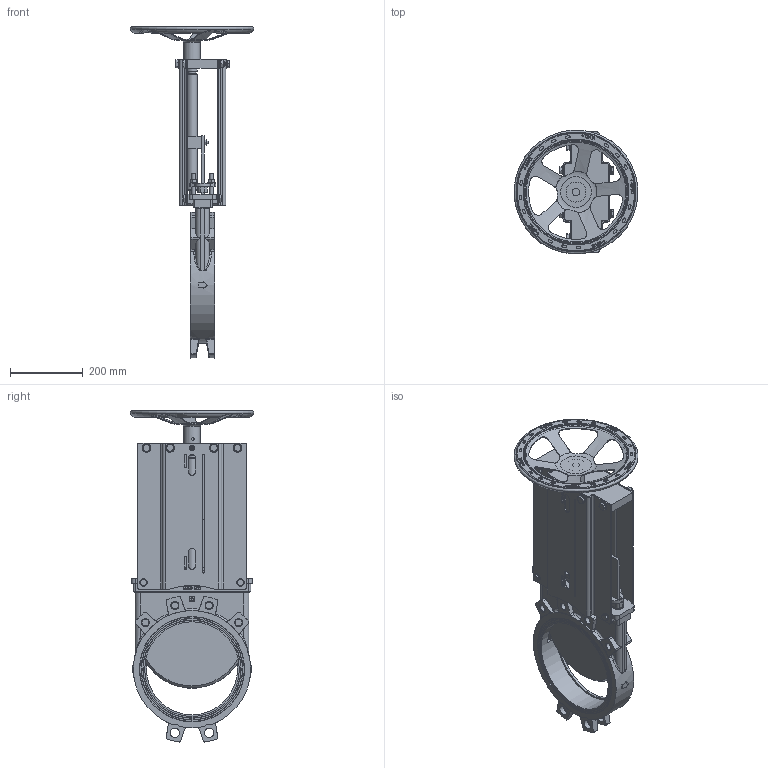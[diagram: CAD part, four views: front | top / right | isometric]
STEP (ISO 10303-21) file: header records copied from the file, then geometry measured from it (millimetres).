
FILE_DESCRIPTION(/* description */ (''),/* implementation_level */ '2;1');
FILE_NAME(/* name */ 'WGM16N-DN250_105790.step',/* time_stamp */ '2025-06-30T10:45:26+02:00',/* author */ (''),/* organization */ (''),/* preprocessor_version */ 'ST-DEVELOPER v20.1',/* originating_system */ 'Autodesk Translation Framework v14.10.0.0',/* authorisation */ '');
FILE_SCHEMA (('AUTOMOTIVE_DESIGN { 1 0 10303 214 3 1 1 }'));
Products named in the file (23): WGM16N-DN250_105790; SCH0162-04-01-B; WGS-ST-MW-250; WGS-SN-200-300; WGS-KN-xxx-250; local.DIN.126.13.8; local.DIN.180.90.8; WGS-GL-GG-250; WGS-PL-MW-CS-250; SCH0280-03-01-B; local.DIN.126.14.8; WGS-BR-CS-B-250; WGS-BR-CS-F-250; local.DIN.18.265.9; local.DIN.162.220.8; WGS-MW-350; local.DIN.19.219.8; local.DIN.19.238.8; local.DIN.162.250.8; local.DIN.126.15.8; local.DIN.76.54.8; local.DIN.19.175.8; WGS-BO-GG-SOF-250-ANSI150
Assembly tree (53 placements, depth 2):
  WGM16N-DN250_105790
    SCH0162-04-01-B
    WGS-ST-MW-250
    WGS-SN-200-300
    WGS-KN-xxx-250
    local.DIN.126.13.8  x2
    local.DIN.180.90.8  x2
    WGS-GL-GG-250
    WGS-PL-MW-CS-250
    SCH0280-03-01-B
    local.DIN.162.220.8  x8
    local.DIN.126.14.8  x4
    WGS-BR-CS-B-250
    WGS-BR-CS-F-250
    local.DIN.18.265.9  x4
    WGS-MW-350
    local.DIN.19.219.8  x4
    local.DIN.19.238.8  x2
    local.DIN.162.250.8  x8
    local.DIN.126.15.8  x2
    local.DIN.76.54.8  x4
    local.DIN.19.175.8  x2
    WGS-BO-GG-SOF-250-ANSI150
Bounding box: 338.98 x 338.98 x 911.41 mm (x, y, z)
Volume: 6936858 mm3; surface area: 1633099.9 mm2
Topology: 53 solids, 53 shells, 1850 faces, 4590 edges, 2986 vertices
Faces by surface type: plane 931, cylinder 469, cone 206, bspline 198, torus 46
Full cylindrical faces by diameter (mm): 4.917 x1, 6.647 x2, 7.323 x2, 8 x2, 8.25 x4, 8.376 x8, 8.5 x2, 10 x8, 10.106 x10, 10.5 x8, 11.053 x6, 11.4 x2, 11.6 x2, 12 x6, 12.5 x12, 13 x8, 14 x3, 15 x1, 15.6 x4, 16.2 x2, 17.2 x6, 19.177 x8, 20 x12, 21 x1, 24 x8, 25.4 x4, 28 x3, 32 x1, 45 x1, 250 x1
Entity records: 54522 total; most frequent: CARTESIAN_POINT 17175, ORIENTED_EDGE 7878, DIRECTION 7048, EDGE_CURVE 3939, VERTEX_POINT 2589, AXIS2_PLACEMENT_3D 2381, LINE 2286, VECTOR 2286
